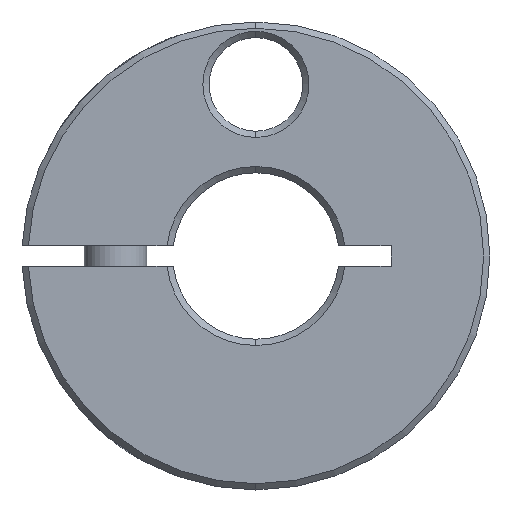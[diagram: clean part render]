
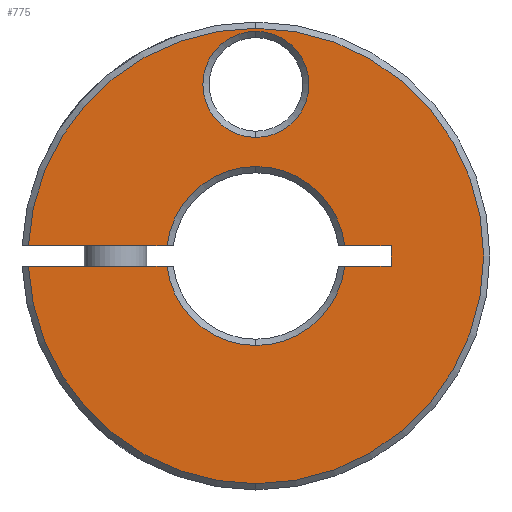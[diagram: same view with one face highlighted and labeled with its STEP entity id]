
A CAD part, front view. The second image highlights one B-rep face of the part: STEP entity #775.
In plain terms, the highlighted planar face has unit normal (0, -1, 0).
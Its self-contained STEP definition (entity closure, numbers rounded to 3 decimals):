
#385=VERTEX_POINT('',#1069);
#439=EDGE_CURVE('',#641,#1023,#1131,.T.);
#491=EDGE_CURVE('',#697,#385,#1192,.T.);
#493=VERTEX_POINT('',#1194);
#495=VERTEX_POINT('',#1196);
#605=EDGE_CURVE('',#769,#741,#1319,.T.);
#641=VERTEX_POINT('',#1358);
#697=VERTEX_POINT('',#1421);
#711=EDGE_CURVE('',#741,#769,#1436,.T.);
#721=VERTEX_POINT('',#1448);
#733=EDGE_CURVE('',#767,#493,#1461,.T.);
#741=VERTEX_POINT('',#1469);
#767=VERTEX_POINT('',#1497);
#769=VERTEX_POINT('',#1499);
#775=ADVANCED_FACE('',(#1506,#1507),#1508,.T.);
#783=EDGE_CURVE('',#953,#495,#1518,.T.);
#803=EDGE_CURVE('',#495,#1017,#1541,.T.);
#819=EDGE_CURVE('',#821,#1023,#1559,.T.);
#821=VERTEX_POINT('',#1561);
#837=EDGE_CURVE('',#721,#697,#1581,.T.);
#845=EDGE_CURVE('',#861,#767,#1590,.T.);
#861=VERTEX_POINT('',#1607);
#929=EDGE_CURVE('',#493,#821,#1681,.T.);
#931=EDGE_CURVE('',#953,#641,#1683,.T.);
#953=VERTEX_POINT('',#1706);
#971=EDGE_CURVE('',#1017,#385,#1727,.T.);
#995=EDGE_CURVE('',#721,#861,#1751,.T.);
#1017=VERTEX_POINT('',#1776);
#1023=VERTEX_POINT('',#1783);
#1069=CARTESIAN_POINT('',(8.542,-13.0,-1.0));
#1131=CIRCLE('',#1965,8.6);
#1192=CIRCLE('',#2070,8.6);
#1194=CARTESIAN_POINT('',(0.,-13.,21.9));
#1196=CARTESIAN_POINT('',(13.0,-13.0,1.0));
#1319=CIRCLE('',#2248,5.1);
#1358=CARTESIAN_POINT('',(0.,-13.,8.6));
#1421=CARTESIAN_POINT('',(0.,-13.,-8.6));
#1436=CIRCLE('',#2427,5.1);
#1448=CARTESIAN_POINT('',(-8.542,-13.0,-1.0));
#1461=CIRCLE('',#2469,21.9);
#1469=CARTESIAN_POINT('',(0.,-13.,11.4));
#1497=CARTESIAN_POINT('',(0.,-13.,-21.9));
#1499=CARTESIAN_POINT('',(0.,-13.,21.6));
#1506=FACE_BOUND('',#2533,.T.);
#1507=FACE_OUTER_BOUND('',#2534,.T.);
#1508=PLANE('',#2535);
#1518=LINE('',#2548,#2549);
#1541=LINE('',#2605,#2606);
#1559=LINE('',#2672,#2673);
#1561=CARTESIAN_POINT('',(-21.877,-13.0,1.0));
#1581=CIRCLE('',#2700,8.6);
#1590=CIRCLE('',#2711,21.9);
#1607=CARTESIAN_POINT('',(-21.877,-13.0,-1.0));
#1681=CIRCLE('',#2849,21.9);
#1683=CIRCLE('',#2852,8.6);
#1706=CARTESIAN_POINT('',(8.542,-13.0,1.0));
#1727=LINE('',#2958,#2959);
#1751=LINE('',#2993,#2994);
#1776=CARTESIAN_POINT('',(13.0,-13.0,-1.0));
#1783=CARTESIAN_POINT('',(-8.542,-13.0,1.0));
#1965=AXIS2_PLACEMENT_3D('',#3164,#3165,#3166);
#2070=AXIS2_PLACEMENT_3D('',#3256,#3257,#3258);
#2248=AXIS2_PLACEMENT_3D('',#3400,#3401,#3402);
#2427=AXIS2_PLACEMENT_3D('',#3523,#3524,#3525);
#2469=AXIS2_PLACEMENT_3D('',#3559,#3560,#3561);
#2533=EDGE_LOOP('',(#3594,#3595));
#2534=EDGE_LOOP('',(#3596,#3597,#3598,#3599,#3600,#3601,#3602,#3603,#3604,#3605,#3606,#3607));
#2535=AXIS2_PLACEMENT_3D('',#3608,#3609,#3610);
#2548=CARTESIAN_POINT('',(-11.25,-13.,1.0));
#2549=VECTOR('',#3628,1.0);
#2605=CARTESIAN_POINT('',(13.0,-13.,8.125));
#2606=VECTOR('',#3654,1.0);
#2672=CARTESIAN_POINT('',(-11.25,-13.,1.0));
#2673=VECTOR('',#3677,1.0);
#2700=AXIS2_PLACEMENT_3D('',#3717,#3718,#3719);
#2711=AXIS2_PLACEMENT_3D('',#3732,#3733,#3734);
#2849=AXIS2_PLACEMENT_3D('',#3824,#3825,#3826);
#2852=AXIS2_PLACEMENT_3D('',#3827,#3828,#3829);
#2958=CARTESIAN_POINT('',(6.5,-13.,-1.0));
#2959=VECTOR('',#3869,1.0);
#2993=CARTESIAN_POINT('',(6.5,-13.,-1.0));
#2994=VECTOR('',#3882,1.0);
#3164=CARTESIAN_POINT('',(0.,-13.,0.));
#3165=DIRECTION('',(0.,-1.0,0.));
#3166=DIRECTION('',(0.,0.,1.0));
#3256=CARTESIAN_POINT('',(0.,-13.,0.));
#3257=DIRECTION('',(0.,-1.0,0.));
#3258=DIRECTION('',(0.,0.,1.0));
#3400=CARTESIAN_POINT('',(0.,-13.,16.5));
#3401=DIRECTION('',(0.,1.0,0.));
#3402=DIRECTION('',(0.,0.,1.0));
#3523=CARTESIAN_POINT('',(0.,-13.,16.5));
#3524=DIRECTION('',(0.,1.0,0.));
#3525=DIRECTION('',(0.,0.,1.0));
#3559=CARTESIAN_POINT('',(0.,-13.,0.));
#3560=DIRECTION('',(0.,-1.0,0.));
#3561=DIRECTION('',(0.,0.,1.0));
#3594=ORIENTED_EDGE('',*,*,#605,.T.);
#3595=ORIENTED_EDGE('',*,*,#711,.T.);
#3596=ORIENTED_EDGE('',*,*,#783,.T.);
#3597=ORIENTED_EDGE('',*,*,#803,.T.);
#3598=ORIENTED_EDGE('',*,*,#971,.T.);
#3599=ORIENTED_EDGE('',*,*,#491,.F.);
#3600=ORIENTED_EDGE('',*,*,#837,.F.);
#3601=ORIENTED_EDGE('',*,*,#995,.T.);
#3602=ORIENTED_EDGE('',*,*,#845,.T.);
#3603=ORIENTED_EDGE('',*,*,#733,.T.);
#3604=ORIENTED_EDGE('',*,*,#929,.T.);
#3605=ORIENTED_EDGE('',*,*,#819,.T.);
#3606=ORIENTED_EDGE('',*,*,#439,.F.);
#3607=ORIENTED_EDGE('',*,*,#931,.F.);
#3608=CARTESIAN_POINT('',(0.,-13.,15.25));
#3609=DIRECTION('',(0.,-1.0,0.));
#3610=DIRECTION('',(0.,0.,1.0));
#3628=DIRECTION('',(1.0,0.,0.));
#3654=DIRECTION('',(0.,0.,-1.0));
#3677=DIRECTION('',(1.0,0.,0.));
#3717=CARTESIAN_POINT('',(0.,-13.,0.));
#3718=DIRECTION('',(0.,-1.0,0.));
#3719=DIRECTION('',(0.,0.,1.0));
#3732=CARTESIAN_POINT('',(0.,-13.,0.));
#3733=DIRECTION('',(0.,-1.0,0.));
#3734=DIRECTION('',(0.,0.,1.0));
#3824=CARTESIAN_POINT('',(0.,-13.,0.));
#3825=DIRECTION('',(0.,-1.0,0.));
#3826=DIRECTION('',(0.,0.,1.0));
#3827=CARTESIAN_POINT('',(0.,-13.,0.));
#3828=DIRECTION('',(0.,-1.0,0.));
#3829=DIRECTION('',(0.,0.,1.0));
#3869=DIRECTION('',(-1.0,0.,0.));
#3882=DIRECTION('',(-1.0,0.,0.));
